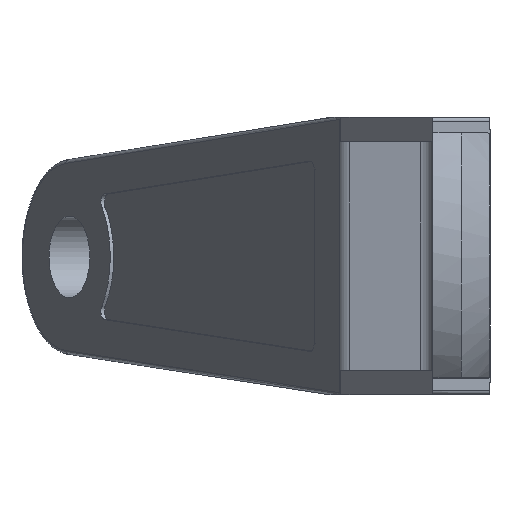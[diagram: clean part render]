
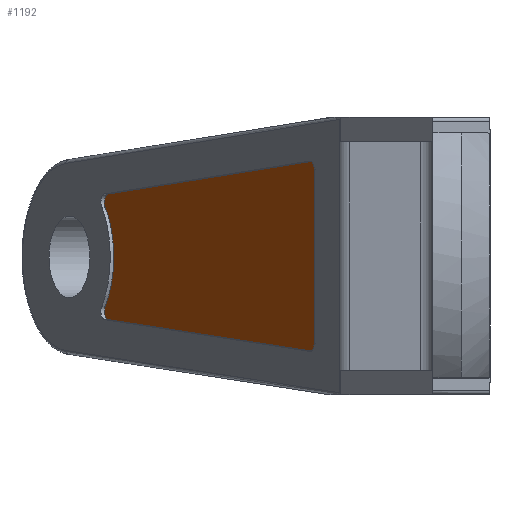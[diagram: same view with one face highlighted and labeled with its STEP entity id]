
A CAD part, top view. The second image highlights one B-rep face of the part: STEP entity #1192.
In plain terms, the highlighted free-form (B-spline) face has degree [1, 1] with [2, 2] control points.
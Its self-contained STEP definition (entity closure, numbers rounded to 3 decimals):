
#1081=CARTESIAN_POINT('',(-12.823,-12.831,-47.087));
#1082=CARTESIAN_POINT('',(-41.575,-12.831,-96.885));
#1083=CARTESIAN_POINT('',(-12.823,12.831,-47.087));
#1084=CARTESIAN_POINT('',(-41.575,12.831,-96.885));
#1085=B_SPLINE_SURFACE_WITH_KNOTS('',1,1,((#1081,#1083),(#1082,#1084)),.UNSPECIFIED.,.F.,.F.,.U.,(2,2),(2,2),(0.0,57.503),(0.0,25.663),.UNSPECIFIED.);
#1086=CARTESIAN_POINT('',(-39.808,-7.702,-93.826));
#1087=VERTEX_POINT('',#1086);
#1088=CARTESIAN_POINT('',(-14.668,-11.663,-50.282));
#1089=VERTEX_POINT('',#1088);
#1090=CARTESIAN_POINT('',(-39.808,-7.702,-93.826));
#1091=CARTESIAN_POINT('',(-14.668,-11.663,-50.282));
#1092=QUASI_UNIFORM_CURVE('',1,(#1090,#1091),.UNSPECIFIED.,.F.,.U.);
#1093=EDGE_CURVE('',#1087,#1089,#1092,.T.);
#1094=ORIENTED_EDGE('',*,*,#1093,.T.);
#1095=CARTESIAN_POINT('',(-14.129,-10.666,-49.348));
#1096=VERTEX_POINT('',#1095);
#1097=CARTESIAN_POINT('',(-14.668,-11.663,-50.282));
#1098=CARTESIAN_POINT('',(-14.45,-11.698,-49.904));
#1099=CARTESIAN_POINT('',(-14.29,-11.401,-49.626));
#1100=CARTESIAN_POINT('',(-14.129,-11.104,-49.348));
#1101=CARTESIAN_POINT('',(-14.129,-10.666,-49.348));
#1109=(BOUNDED_CURVE()B_SPLINE_CURVE(2,(#1097,#1098,#1099,#1100,#1101),.UNSPECIFIED.,.F.,.U.)B_SPLINE_CURVE_WITH_KNOTS((3,2,3),(0.0,0.5,1.0),.UNSPECIFIED.)CURVE()GEOMETRIC_REPRESENTATION_ITEM()RATIONAL_B_SPLINE_CURVE((1.0,0.916,1.0,0.916,1.0))REPRESENTATION_ITEM(''));
#1110=EDGE_CURVE('',#1089,#1096,#1109,.T.);
#1111=ORIENTED_EDGE('',*,*,#1110,.T.);
#1112=CARTESIAN_POINT('',(-14.129,10.666,-49.348));
#1113=VERTEX_POINT('',#1112);
#1114=CARTESIAN_POINT('',(-14.129,-10.666,-49.348));
#1115=CARTESIAN_POINT('',(-14.129,10.666,-49.348));
#1116=QUASI_UNIFORM_CURVE('',1,(#1114,#1115),.UNSPECIFIED.,.F.,.U.);
#1117=EDGE_CURVE('',#1096,#1113,#1116,.T.);
#1118=ORIENTED_EDGE('',*,*,#1117,.T.);
#1119=CARTESIAN_POINT('',(-14.668,11.663,-50.282));
#1120=VERTEX_POINT('',#1119);
#1121=CARTESIAN_POINT('',(-14.129,10.666,-49.348));
#1122=CARTESIAN_POINT('',(-14.129,11.104,-49.348));
#1123=CARTESIAN_POINT('',(-14.29,11.401,-49.626));
#1124=CARTESIAN_POINT('',(-14.45,11.698,-49.904));
#1125=CARTESIAN_POINT('',(-14.668,11.663,-50.282));
#1133=(BOUNDED_CURVE()B_SPLINE_CURVE(2,(#1121,#1122,#1123,#1124,#1125),.UNSPECIFIED.,.F.,.U.)B_SPLINE_CURVE_WITH_KNOTS((3,2,3),(0.0,0.5,1.0),.UNSPECIFIED.)CURVE()GEOMETRIC_REPRESENTATION_ITEM()RATIONAL_B_SPLINE_CURVE((1.0,0.916,1.0,0.916,1.0))REPRESENTATION_ITEM(''));
#1134=EDGE_CURVE('',#1113,#1120,#1133,.T.);
#1135=ORIENTED_EDGE('',*,*,#1134,.T.);
#1136=CARTESIAN_POINT('',(-39.808,7.702,-93.826));
#1137=VERTEX_POINT('',#1136);
#1138=CARTESIAN_POINT('',(-14.668,11.663,-50.282));
#1139=CARTESIAN_POINT('',(-39.808,7.702,-93.826));
#1140=QUASI_UNIFORM_CURVE('',1,(#1138,#1139),.UNSPECIFIED.,.F.,.U.);
#1141=EDGE_CURVE('',#1120,#1137,#1140,.T.);
#1142=ORIENTED_EDGE('',*,*,#1141,.T.);
#1143=CARTESIAN_POINT('',(-40.166,6.096,-94.444));
#1144=VERTEX_POINT('',#1143);
#1145=CARTESIAN_POINT('',(-39.808,7.702,-93.826));
#1146=CARTESIAN_POINT('',(-40.105,7.656,-94.34));
#1147=CARTESIAN_POINT('',(-40.226,7.112,-94.549));
#1148=CARTESIAN_POINT('',(-40.347,6.568,-94.759));
#1149=CARTESIAN_POINT('',(-40.166,6.096,-94.444));
#1157=(BOUNDED_CURVE()B_SPLINE_CURVE(2,(#1145,#1146,#1147,#1148,#1149),.UNSPECIFIED.,.F.,.U.)B_SPLINE_CURVE_WITH_KNOTS((3,2,3),(0.0,0.5,1.0),.UNSPECIFIED.)CURVE()GEOMETRIC_REPRESENTATION_ITEM()RATIONAL_B_SPLINE_CURVE((1.0,0.859,1.0,0.859,1.0))REPRESENTATION_ITEM(''));
#1158=EDGE_CURVE('',#1137,#1144,#1157,.T.);
#1159=ORIENTED_EDGE('',*,*,#1158,.T.);
#1160=CARTESIAN_POINT('',(-40.166,-6.096,-94.444));
#1161=VERTEX_POINT('',#1160);
#1162=CARTESIAN_POINT('',(-40.166,-6.096,-94.444));
#1163=CARTESIAN_POINT('',(-37.822,0.,-90.385));
#1164=CARTESIAN_POINT('',(-40.166,6.096,-94.444));
#1172=(BOUNDED_CURVE()B_SPLINE_CURVE(2,(#1162,#1163,#1164),.UNSPECIFIED.,.F.,.U.)CURVE()GEOMETRIC_REPRESENTATION_ITEM()QUASI_UNIFORM_CURVE()RATIONAL_B_SPLINE_CURVE((1.0,0.793,1.0))REPRESENTATION_ITEM(''));
#1173=EDGE_CURVE('',#1161,#1144,#1172,.T.);
#1174=ORIENTED_EDGE('',*,*,#1173,.F.);
#1175=CARTESIAN_POINT('',(-40.166,-6.096,-94.444));
#1176=CARTESIAN_POINT('',(-40.347,-6.568,-94.759));
#1177=CARTESIAN_POINT('',(-40.226,-7.112,-94.549));
#1178=CARTESIAN_POINT('',(-40.105,-7.656,-94.34));
#1179=CARTESIAN_POINT('',(-39.808,-7.702,-93.826));
#1187=(BOUNDED_CURVE()B_SPLINE_CURVE(2,(#1175,#1176,#1177,#1178,#1179),.UNSPECIFIED.,.F.,.U.)B_SPLINE_CURVE_WITH_KNOTS((3,2,3),(0.0,0.5,1.0),.UNSPECIFIED.)CURVE()GEOMETRIC_REPRESENTATION_ITEM()RATIONAL_B_SPLINE_CURVE((1.0,0.859,1.0,0.859,1.0))REPRESENTATION_ITEM(''));
#1188=EDGE_CURVE('',#1161,#1087,#1187,.T.);
#1189=ORIENTED_EDGE('',*,*,#1188,.T.);
#1190=EDGE_LOOP('',(#1094,#1111,#1118,#1135,#1142,#1159,#1174,#1189));
#1191=FACE_OUTER_BOUND('',#1190,.T.);
#1192=ADVANCED_FACE('',(#1191),#1085,.F.);
